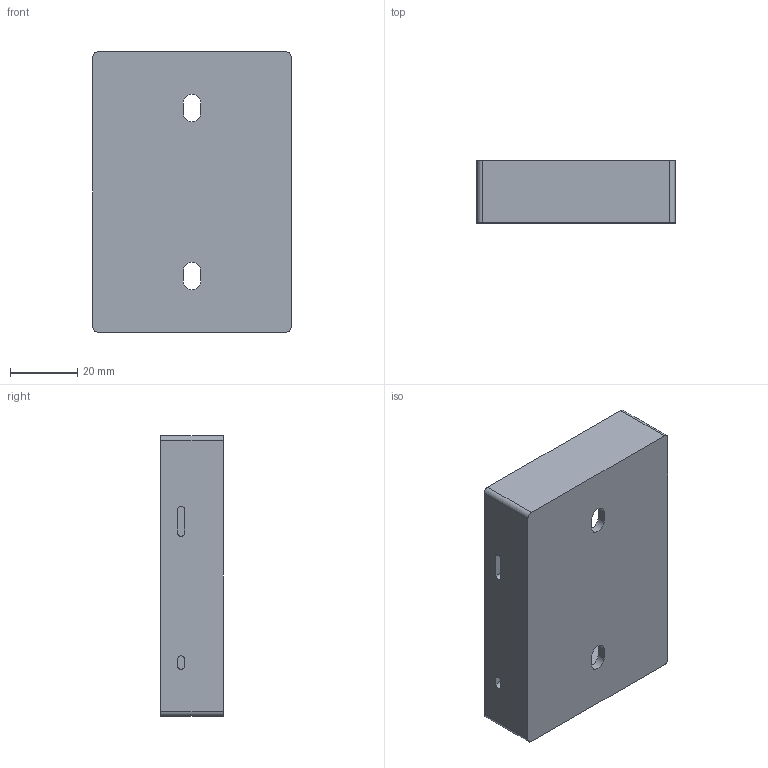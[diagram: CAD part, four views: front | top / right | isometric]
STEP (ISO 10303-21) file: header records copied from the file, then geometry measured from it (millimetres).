
FILE_DESCRIPTION (( 'STEP AP214' ), '1' );
FILE_NAME ('CASE_ARDUINO_BOX_V0.2_060723.STEP', '2023-07-06T11:48:45', ( '' ), ( '' ), 'SwSTEP 2.0', 'SolidWorks 2020', '' );
FILE_SCHEMA (( 'AUTOMOTIVE_DESIGN' ));
Length unit declared in the file: millimetre
Products named in the file (1): CASE_ARDUINO_BOX_V0.2_060723
Bounding box: 59.01 x 18.5 x 83.58 mm (x, y, z)
Volume: 23692.6 mm3; surface area: 19646.3 mm2
Topology: 1 solids, 1 shells, 122 faces, 303 edges, 194 vertices
Faces by surface type: cylinder 67, plane 47, torus 4, sphere 4
Entity records: 3675 total; most frequent: CARTESIAN_POINT 664, DIRECTION 655, ORIENTED_EDGE 598, EDGE_CURVE 299, AXIS2_PLACEMENT_3D 249, VERTEX_POINT 194, VECTOR 157, LINE 157
